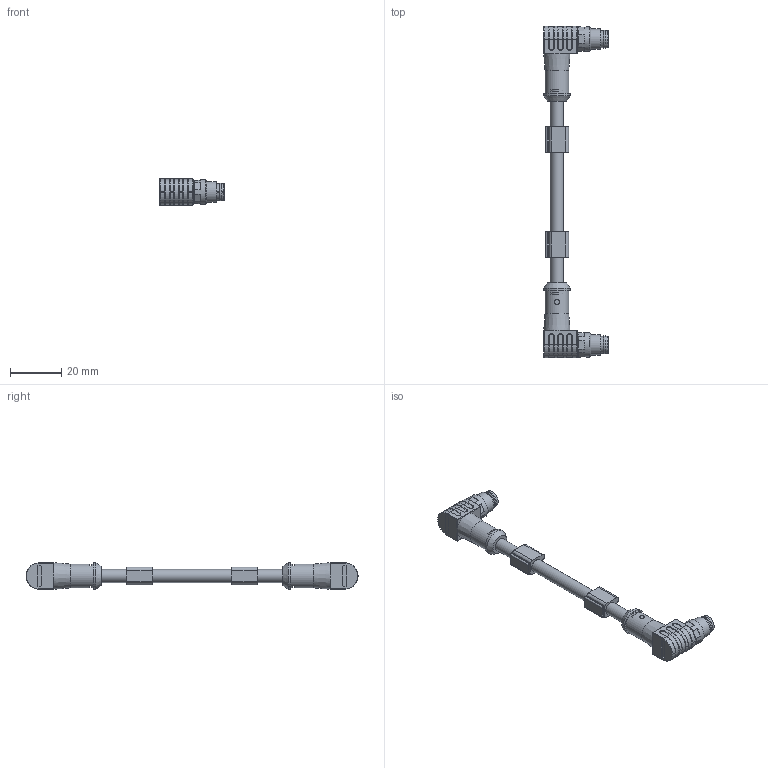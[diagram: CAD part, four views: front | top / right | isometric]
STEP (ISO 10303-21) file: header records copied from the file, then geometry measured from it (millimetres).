
FILE_DESCRIPTION(/* description */ (''),/* implementation_level */ '2;1');
FILE_NAME(/* name */ 'IE-SWSPSP4-m-IE-SWSPSP4_S5059.stp',/* time_stamp */ '2018-12-07T13:05:21+01:00',/* author */ (''),/* organization */ (''),/* preprocessor_version */ 'ST-DEVELOPER v16',/* originating_system */ 'SIEMENS PLM Software NX 10.0',/* authorisation */ '');
FILE_SCHEMA (('AUTOMOTIVE_DESIGN { 1 0 10303 214 3 1 1 1 }'));
Length unit declared in the file: millimetre
Products named in the file (1): IE-SWSPSP4-m-IE-SWSPSP4_S5059
Bounding box: 25.2 x 129.6 x 10.3 mm (x, y, z)
Volume: 8283.4 mm3; surface area: 5454.6 mm2
Topology: 1 solids, 1 shells, 565 faces, 1386 edges, 821 vertices
Faces by surface type: cylinder 239, plane 164, torus 102, cone 32, sphere 16, bspline 12
Full cylindrical faces by diameter (mm): 1 x8, 2 x2, 5.1 x3, 5.8 x2, 6.5 x4, 6.9 x2, 8 x2, 9.3 x2, 9.6 x2, 10.3 x2
Entity records: 16442 total; most frequent: CARTESIAN_POINT 3466, DIRECTION 2944, ORIENTED_EDGE 2528, EDGE_CURVE 1264, AXIS2_PLACEMENT_3D 1196, VERTEX_POINT 782, EDGE_LOOP 650, CIRCLE 632
